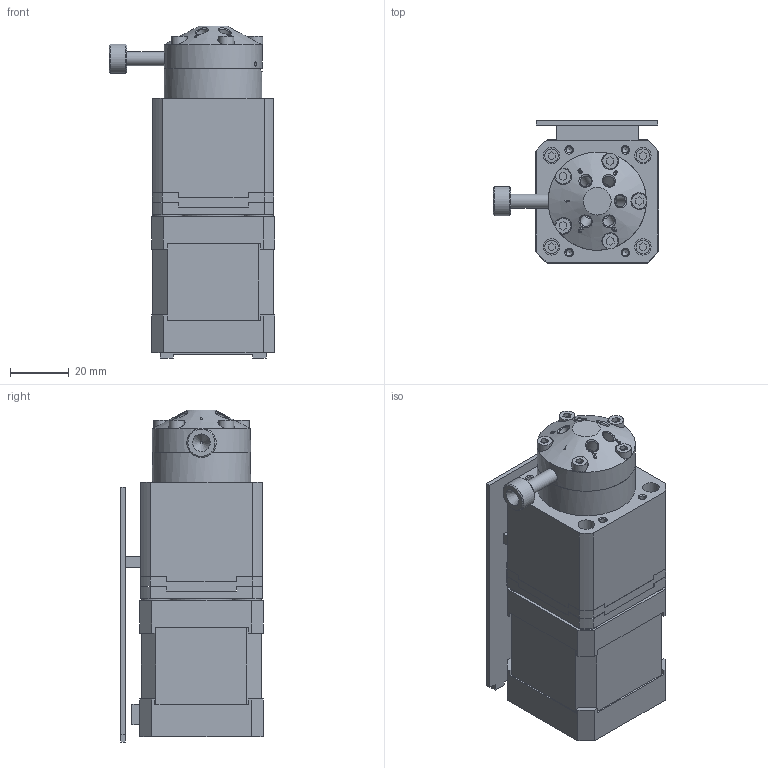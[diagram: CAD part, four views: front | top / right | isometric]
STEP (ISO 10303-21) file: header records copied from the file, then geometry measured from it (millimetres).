
FILE_DESCRIPTION((''),'2;1');
FILE_NAME('321470-C52V-2006I six port 2-pos valve vertical injection port.stp','2013-08-19T10:09:44',('Franzp'),(''),'Autodesk Inventor 2013','Autodesk Inventor 2013','');
FILE_SCHEMA(('AUTOMOTIVE_DESIGN { 1 0 10303 214 1 1 1 1 }'));
Length unit declared in the file: millimetre
Products named in the file (1): 321470_Shrinkwrap_1
Bounding box: 56.32 x 48.33 x 112.74 mm (x, y, z)
Surface area: 33269.6 mm2 (no closed solid volume)
Topology: 0 solids, 25 shells, 248 faces, 892 edges, 672 vertices
Faces by surface type: plane 156, cylinder 59, cone 33
Full cylindrical faces by diameter (mm): 1.397 x1, 2.156 x8, 2.28 x2, 3.175 x1, 3.962 x5, 4.826 x1, 5.08 x1, 5.14 x5, 5.613 x4, 9.6 x4, 10 x1, 21.94 x1, 24.495 x1, 33.35 x2
Entity records: 10090 total; most frequent: CARTESIAN_POINT 2549, DIRECTION 1399, ORIENTED_EDGE 1242, EDGE_CURVE 794, VERTEX_POINT 644, VECTOR 519, LINE 519, AXIS2_PLACEMENT_3D 440
